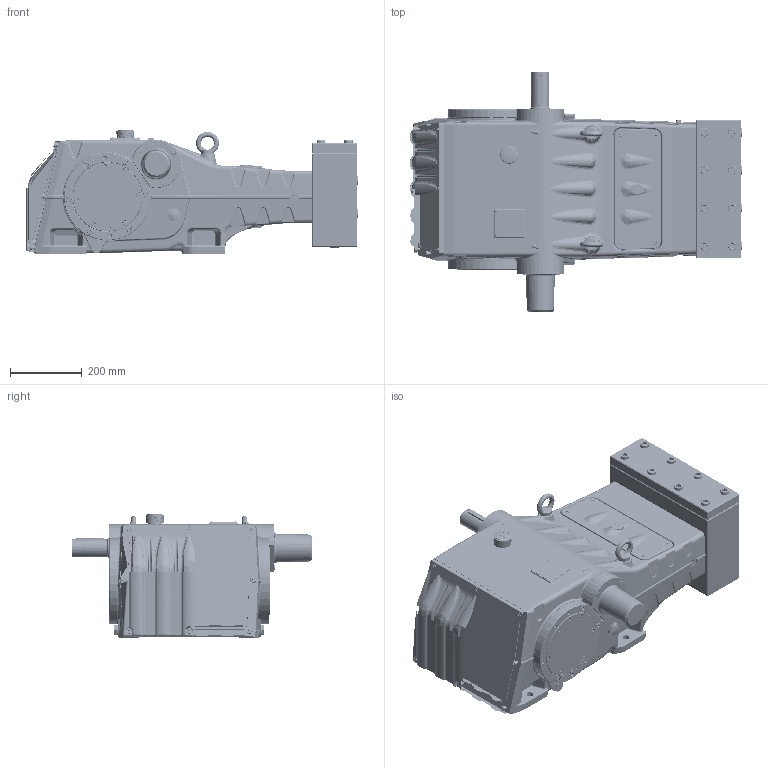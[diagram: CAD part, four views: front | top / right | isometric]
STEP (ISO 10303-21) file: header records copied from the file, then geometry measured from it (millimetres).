
FILE_DESCRIPTION(('STEP AP214'),'2;1');
FILE_NAME('IP-78960300-STP.stp','2019-02-15T13:58:10',(''),(''),'2009.3.110','THINKDESIGN','');
FILE_SCHEMA(('AUTOMOTIVE_DESIGN'));
Products named in the file (2): None
Bounding box: 928.49 x 672 x 347.5 mm (x, y, z)
Volume: 82579733.5 mm3; surface area: 3418154 mm2
Topology: 141 solids, 141 shells, 7555 faces, 19671 edges, 12512 vertices
Faces by surface type: bspline 3707, cylinder 2192, plane 1656
Full cylindrical faces by diameter (mm): 2.1 x4, 2.25 x4, 2.5 x8, 3.53 x6, 5 x14, 6 x12, 6.5 x3, 6.75 x26, 7 x12, 8 x41, 8.5 x41, 9 x1, 10 x20, 10.5 x12, 12 x6, 12.5 x1, 13 x37, 13.5 x23, 14 x20, 15.25 x1, 16 x33, 16.5 x20, 17 x19, 18 x6, 19 x9, 20.955 x5, 21 x5, 23 x10, 24 x16, 25 x10
Entity records: 497476 total; most frequent: CARTESIAN_POINT 260993, ORIENTED_EDGE 35078, DIRECTION 31769, EDGE_CURVE 17539, AXIS2_PLACEMENT_3D 12727, VERTEX_POINT 10919, CIRCLE 8739, EDGE_LOOP 7868
